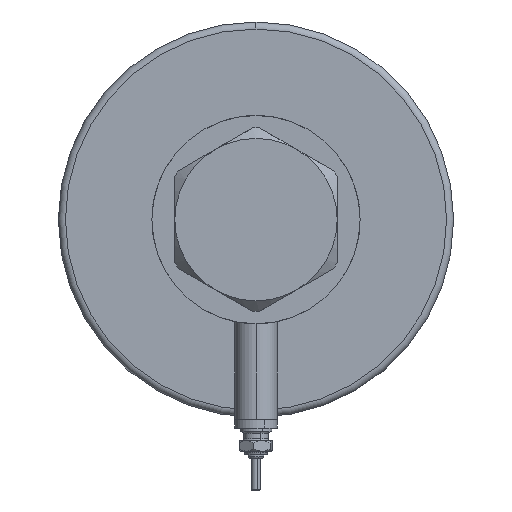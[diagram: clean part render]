
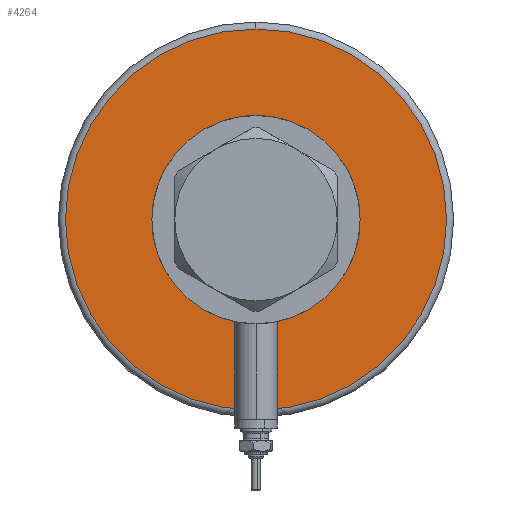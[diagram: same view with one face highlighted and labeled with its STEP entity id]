
A CAD part, left-side view. The second image highlights one B-rep face of the part: STEP entity #4264.
In plain terms, the highlighted face is planar.
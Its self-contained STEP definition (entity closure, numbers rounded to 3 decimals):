
#198 = FACE_BOUND ( 'NONE', #1693, .T. ) ;
#312 = CARTESIAN_POINT ( 'NONE',  ( 24., 0., 0. ) ) ;
#319 = AXIS2_PLACEMENT_3D ( 'NONE', #2721, #6278, #3884 ) ;
#403 = DIRECTION ( 'NONE',  ( 0., 0., -1. ) ) ;
#509 = CIRCLE ( 'NONE', #1017, 24. ) ;
#735 = EDGE_CURVE ( 'NONE', #4664, #4198, #509, .T. ) ;
#794 = ORIENTED_EDGE ( 'NONE', *, *, #3541, .T. ) ;
#846 = CARTESIAN_POINT ( 'NONE',  ( 0., 0., 0. ) ) ;
#874 = EDGE_LOOP ( 'NONE', ( #5460, #794 ) ) ;
#1009 = DIRECTION ( 'NONE',  ( 1., 0., 0. ) ) ;
#1017 = AXIS2_PLACEMENT_3D ( 'NONE', #3190, #4554, #3646 ) ;
#1101 = EDGE_CURVE ( 'NONE', #4228, #4180, #2740, .T. ) ;
#1693 = EDGE_LOOP ( 'NONE', ( #1983, #3715 ) ) ;
#1749 = DIRECTION ( 'NONE',  ( 1., 0., 0. ) ) ;
#1940 = CIRCLE ( 'NONE', #319, 24. ) ;
#1983 = ORIENTED_EDGE ( 'NONE', *, *, #735, .T. ) ;
#2073 = CARTESIAN_POINT ( 'NONE',  ( -24., 0., 0. ) ) ;
#2457 = AXIS2_PLACEMENT_3D ( 'NONE', #4488, #4975, #5404 ) ;
#2721 = CARTESIAN_POINT ( 'NONE',  ( 0., 0., 0. ) ) ;
#2740 = CIRCLE ( 'NONE', #2457, 54. ) ;
#2866 = AXIS2_PLACEMENT_3D ( 'NONE', #846, #403, #1009 ) ;
#3140 = CARTESIAN_POINT ( 'NONE',  ( 0., 0., 0. ) ) ;
#3190 = CARTESIAN_POINT ( 'NONE',  ( 0., 0., 0. ) ) ;
#3481 = EDGE_CURVE ( 'NONE', #4198, #4664, #1940, .T. ) ;
#3541 = EDGE_CURVE ( 'NONE', #4180, #4228, #5413, .T. ) ;
#3646 = DIRECTION ( 'NONE',  ( 1., 0., 0. ) ) ;
#3715 = ORIENTED_EDGE ( 'NONE', *, *, #3481, .T. ) ;
#3884 = DIRECTION ( 'NONE',  ( 1., 0., 0. ) ) ;
#4180 = VERTEX_POINT ( 'NONE', #5057 ) ;
#4198 = VERTEX_POINT ( 'NONE', #2073 ) ;
#4228 = VERTEX_POINT ( 'NONE', #6127 ) ;
#4264 = ADVANCED_FACE ( 'NONE', ( #5616, #198 ), #6094, .F. ) ;
#4345 = AXIS2_PLACEMENT_3D ( 'NONE', #3140, #4661, #1749 ) ;
#4488 = CARTESIAN_POINT ( 'NONE',  ( 0., 0., 0. ) ) ;
#4554 = DIRECTION ( 'NONE',  ( 0., 0., 1. ) ) ;
#4661 = DIRECTION ( 'NONE',  ( 0., 0., 1. ) ) ;
#4664 = VERTEX_POINT ( 'NONE', #312 ) ;
#4975 = DIRECTION ( 'NONE',  ( 0., 0., -1. ) ) ;
#5057 = CARTESIAN_POINT ( 'NONE',  ( -54., 0., 0. ) ) ;
#5404 = DIRECTION ( 'NONE',  ( 1., 0., 0. ) ) ;
#5413 = CIRCLE ( 'NONE', #2866, 54. ) ;
#5460 = ORIENTED_EDGE ( 'NONE', *, *, #1101, .T. ) ;
#5616 = FACE_OUTER_BOUND ( 'NONE', #874, .T. ) ;
#6094 = PLANE ( 'NONE',  #4345 ) ;
#6127 = CARTESIAN_POINT ( 'NONE',  ( 54., 0., 0. ) ) ;
#6278 = DIRECTION ( 'NONE',  ( 0., 0., 1. ) ) ;
